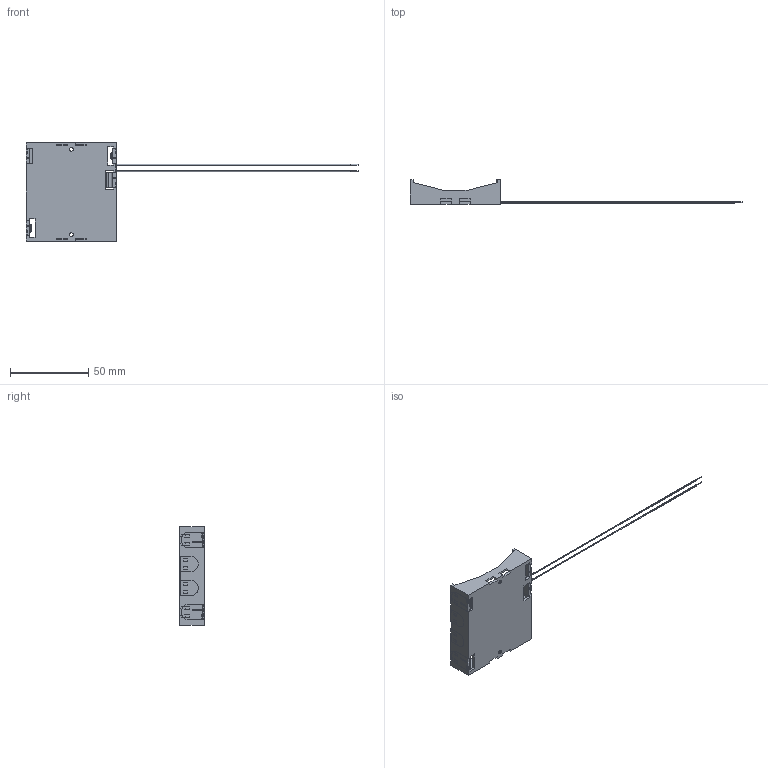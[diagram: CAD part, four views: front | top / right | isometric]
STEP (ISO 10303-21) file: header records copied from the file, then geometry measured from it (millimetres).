
FILE_DESCRIPTION (( 'STEP AP214' ), '1' );
FILE_NAME ('BA4AAW.STEP', '2019-12-04T15:55:27', ( '' ), ( '' ), 'SwSTEP 2.0', 'SolidWorks 2016', '' );
FILE_SCHEMA (( 'AUTOMOTIVE_DESIGN' ));
Length unit declared in the file: millimetre
Products named in the file (1): BA4AAW
Bounding box: 212.8 x 15.9 x 63 mm (x, y, z)
Volume: 12511.3 mm3; surface area: 22348.5 mm2
Topology: 11 solids, 11 shells, 882 faces, 2468 edges, 1622 vertices
Faces by surface type: plane 735, cylinder 95, torus 32, cone 20
Entity records: 28282 total; most frequent: CARTESIAN_POINT 4973, ORIENTED_EDGE 4936, DIRECTION 4536, EDGE_CURVE 2468, VECTOR 2166, LINE 2166, VERTEX_POINT 1622, AXIS2_PLACEMENT_3D 1185
